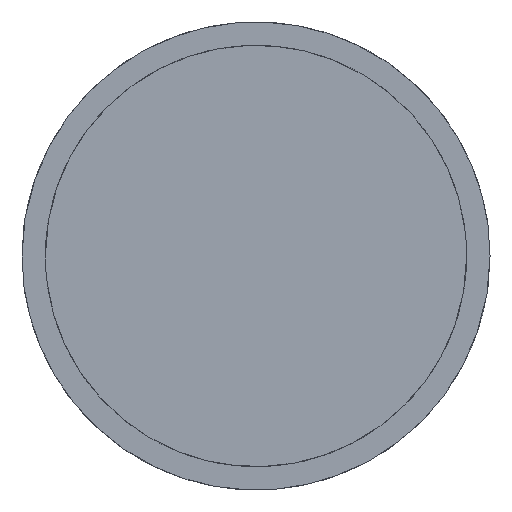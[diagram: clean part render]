
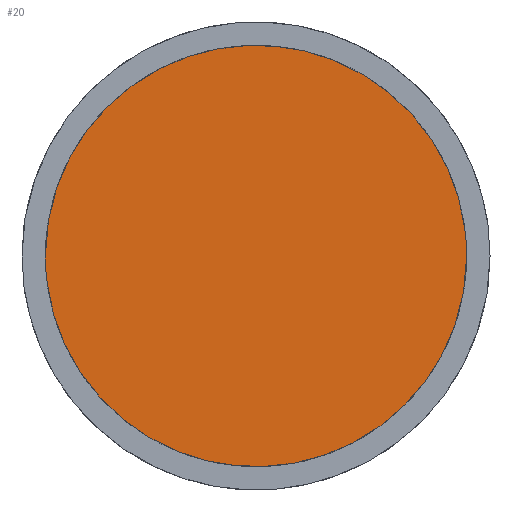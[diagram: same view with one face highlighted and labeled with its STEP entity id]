
A CAD part, top view. The second image highlights one B-rep face of the part: STEP entity #20.
In plain terms, the highlighted planar face has unit normal (0, 0, 1).
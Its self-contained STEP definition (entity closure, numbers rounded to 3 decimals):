
#20=ADVANCED_FACE('',(#32),#139,.T.);
#32=FACE_OUTER_BOUND('',#44,.T.);
#44=EDGE_LOOP('',(#60,#61));
#60=ORIENTED_EDGE('',*,*,#92,.F.);
#61=ORIENTED_EDGE('',*,*,#95,.F.);
#92=EDGE_CURVE('',#128,#129,#110,.T.);
#95=EDGE_CURVE('',#129,#128,#113,.T.);
#110=(
BOUNDED_CURVE()
B_SPLINE_CURVE(2,(#283,#284,#285,#286,#287),.UNSPECIFIED.,.F.,.F.)
B_SPLINE_CURVE_WITH_KNOTS((3,2,3),(-942.478,-471.239,
0.),.UNSPECIFIED.)
CURVE()
GEOMETRIC_REPRESENTATION_ITEM()
RATIONAL_B_SPLINE_CURVE((1.,0.707,1.,0.707,1.))
REPRESENTATION_ITEM('')
);
#113=(
BOUNDED_CURVE()
B_SPLINE_CURVE(2,(#295,#296,#297,#298,#299),.UNSPECIFIED.,.F.,.F.)
B_SPLINE_CURVE_WITH_KNOTS((3,2,3),(-1884.956,-1413.717,
-942.478),.UNSPECIFIED.)
CURVE()
GEOMETRIC_REPRESENTATION_ITEM()
RATIONAL_B_SPLINE_CURVE((1.,0.707,1.,0.707,1.))
REPRESENTATION_ITEM('')
);
#128=VERTEX_POINT('',#274);
#129=VERTEX_POINT('',#275);
#139=PLANE('',#240);
#240=AXIS2_PLACEMENT_3D('',#270,#255,$);
#255=DIRECTION('',(0.,0.,1.));
#270=CARTESIAN_POINT('',(-324.012,-324.012,1463.298));
#274=CARTESIAN_POINT('',(-270.,0.,1463.298));
#275=CARTESIAN_POINT('',(270.,0.,1463.298));
#283=CARTESIAN_POINT('',(-270.,0.,1463.298));
#284=CARTESIAN_POINT('',(-270.,270.,1463.298));
#285=CARTESIAN_POINT('',(0.,270.,1463.298));
#286=CARTESIAN_POINT('',(270.,270.,1463.298));
#287=CARTESIAN_POINT('',(270.,0.,1463.298));
#295=CARTESIAN_POINT('',(270.,0.,1463.298));
#296=CARTESIAN_POINT('',(270.,-270.,1463.298));
#297=CARTESIAN_POINT('',(0.,-270.,1463.298));
#298=CARTESIAN_POINT('',(-270.,-270.,1463.298));
#299=CARTESIAN_POINT('',(-270.,0.,1463.298));
